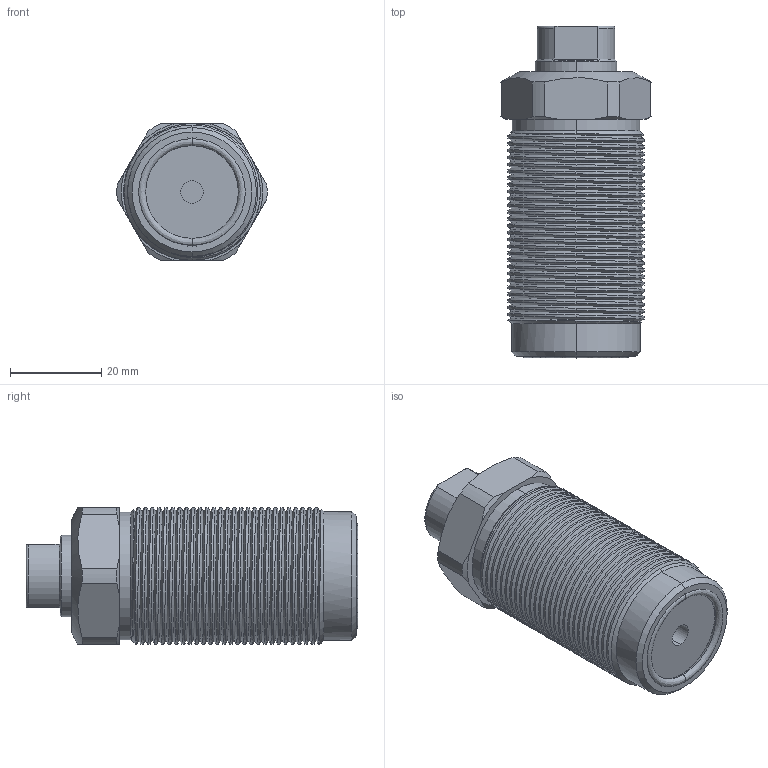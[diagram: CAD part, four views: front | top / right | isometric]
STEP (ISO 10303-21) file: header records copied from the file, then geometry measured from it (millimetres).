
FILE_DESCRIPTION (( 'STEP AP214' ), '1' );
FILE_NAME ('CTC-P030A-20.STEP', '2020-10-25T01:54:53', ( 'PC' ), ( '' ), 'SwSTEP 2.0', 'SolidWorks 2016', '' );
FILE_SCHEMA (( 'AUTOMOTIVE_DESIGN' ));
Length unit declared in the file: millimetre
Products named in the file (3): CTC-P030A-20; CTC-P030A-20BT; AS568-019_1
Assembly tree (2 placements, depth 2):
  CTC-P030A-20
    AS568-019_1
    CTC-P030A-20BT
Bounding box: 32.98 x 72.88 x 30 mm (x, y, z)
Volume: 43728.1 mm3; surface area: 11143.4 mm2
Topology: 2 solids, 2 shells, 122 faces, 327 edges, 211 vertices
Faces by surface type: cylinder 76, cone 19, plane 18, bspline 7, torus 2
Entity records: 7231 total; most frequent: CARTESIAN_POINT 4455, ORIENTED_EDGE 650, DIRECTION 485, EDGE_CURVE 325, VERTEX_POINT 211, AXIS2_PLACEMENT_3D 189, EDGE_LOOP 128, FACE_OUTER_BOUND 122
